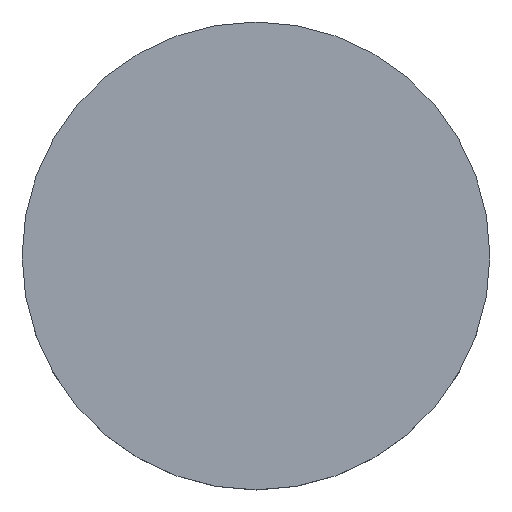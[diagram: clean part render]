
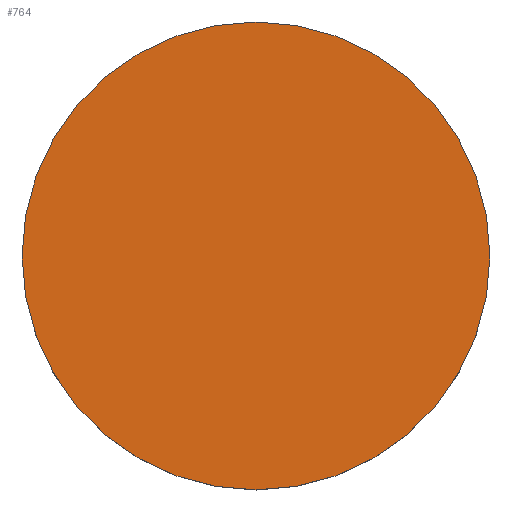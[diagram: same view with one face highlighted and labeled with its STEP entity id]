
A CAD part, top view. The second image highlights one B-rep face of the part: STEP entity #764.
In plain terms, the highlighted planar face has unit normal (0, 0, 1).
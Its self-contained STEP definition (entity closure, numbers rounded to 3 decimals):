
#5 = CIRCLE ( 'NONE', #157, 25. ) ;
#12 = DIRECTION ( 'NONE',  ( 0., 0., -1. ) ) ;
#145 = PLANE ( 'NONE',  #797 ) ;
#157 = AXIS2_PLACEMENT_3D ( 'NONE', #852, #12, #1001 ) ;
#167 = EDGE_CURVE ( 'NONE', #693, #762, #5, .T. ) ;
#217 = DIRECTION ( 'NONE',  ( 0., 0., 1. ) ) ;
#259 = DIRECTION ( 'NONE',  ( 0., 0., -1. ) ) ;
#291 = AXIS2_PLACEMENT_3D ( 'NONE', #924, #259, #577 ) ;
#311 = CARTESIAN_POINT ( 'NONE',  ( 0., 25., 29.85 ) ) ;
#312 = CIRCLE ( 'NONE', #291, 25. ) ;
#385 = DIRECTION ( 'NONE',  ( 1., 0., 0. ) ) ;
#403 = EDGE_CURVE ( 'NONE', #762, #693, #312, .T. ) ;
#483 = CARTESIAN_POINT ( 'NONE',  ( 0., 0., 29.85 ) ) ;
#504 = ORIENTED_EDGE ( 'NONE', *, *, #403, .F. ) ;
#577 = DIRECTION ( 'NONE',  ( 0., 1., 0. ) ) ;
#693 = VERTEX_POINT ( 'NONE', #1058 ) ;
#762 = VERTEX_POINT ( 'NONE', #311 ) ;
#764 = ADVANCED_FACE ( 'NONE', ( #901 ), #145, .T. ) ;
#797 = AXIS2_PLACEMENT_3D ( 'NONE', #483, #217, #385 ) ;
#845 = ORIENTED_EDGE ( 'NONE', *, *, #167, .F. ) ;
#852 = CARTESIAN_POINT ( 'NONE',  ( 0., 0., 29.85 ) ) ;
#901 = FACE_OUTER_BOUND ( 'NONE', #929, .T. ) ;
#924 = CARTESIAN_POINT ( 'NONE',  ( 0., 0., 29.85 ) ) ;
#929 = EDGE_LOOP ( 'NONE', ( #504, #845 ) ) ;
#1001 = DIRECTION ( 'NONE',  ( 0., 1., 0. ) ) ;
#1058 = CARTESIAN_POINT ( 'NONE',  ( 0., -25., 29.85 ) ) ;
